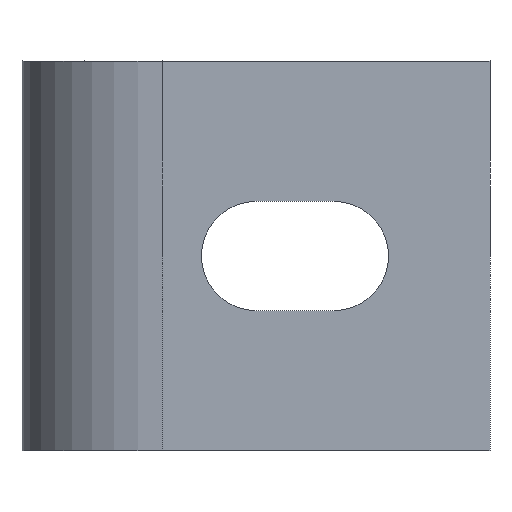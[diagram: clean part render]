
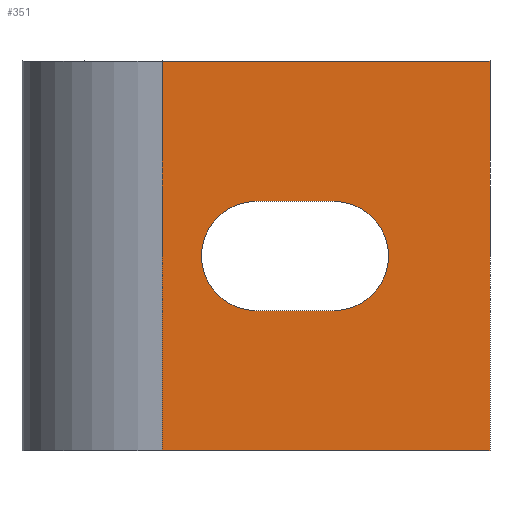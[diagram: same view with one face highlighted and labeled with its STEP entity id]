
A CAD part, front view. The second image highlights one B-rep face of the part: STEP entity #351.
In plain terms, the highlighted planar face has unit normal (0, -1, 0).
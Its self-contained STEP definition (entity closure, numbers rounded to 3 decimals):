
#17=FACE_BOUND('',#66,.T.);
#28=PLANE('',#382);
#45=FACE_OUTER_BOUND('',#65,.T.);
#65=EDGE_LOOP('',(#303,#304,#305,#306));
#66=EDGE_LOOP('',(#307,#308,#309,#310));
#81=LINE('',#521,#117);
#85=LINE('',#532,#121);
#92=LINE('',#549,#128);
#102=LINE('',#572,#138);
#103=LINE('',#575,#139);
#104=LINE('',#576,#140);
#117=VECTOR('',#423,5.);
#121=VECTOR('',#435,5.);
#128=VECTOR('',#446,21.);
#138=VECTOR('',#470,25.);
#139=VECTOR('',#473,21.);
#140=VECTOR('',#474,25.);
#147=CIRCLE('',#366,3.5);
#149=CIRCLE('',#370,3.5);
#163=VERTEX_POINT('',#511);
#164=VERTEX_POINT('',#512);
#167=VERTEX_POINT('',#520);
#169=VERTEX_POINT('',#526);
#177=VERTEX_POINT('',#546);
#178=VERTEX_POINT('',#548);
#184=VERTEX_POINT('',#570);
#185=VERTEX_POINT('',#574);
#199=EDGE_CURVE('',#163,#164,#147,.T.);
#203=EDGE_CURVE('',#164,#167,#81,.T.);
#206=EDGE_CURVE('',#167,#169,#149,.T.);
#209=EDGE_CURVE('',#169,#163,#85,.T.);
#217=EDGE_CURVE('',#177,#178,#92,.T.);
#229=EDGE_CURVE('',#177,#184,#102,.T.);
#230=EDGE_CURVE('',#185,#184,#103,.T.);
#231=EDGE_CURVE('',#178,#185,#104,.T.);
#303=ORIENTED_EDGE('',*,*,#229,.T.);
#304=ORIENTED_EDGE('',*,*,#230,.F.);
#305=ORIENTED_EDGE('',*,*,#231,.F.);
#306=ORIENTED_EDGE('',*,*,#217,.F.);
#307=ORIENTED_EDGE('',*,*,#206,.T.);
#308=ORIENTED_EDGE('',*,*,#209,.T.);
#309=ORIENTED_EDGE('',*,*,#199,.T.);
#310=ORIENTED_EDGE('',*,*,#203,.T.);
#351=ADVANCED_FACE('',(#45,#17),#28,.T.);
#366=AXIS2_PLACEMENT_3D('',#513,#415,#416);
#370=AXIS2_PLACEMENT_3D('',#527,#428,#429);
#382=AXIS2_PLACEMENT_3D('',#573,#471,#472);
#415=DIRECTION('center_axis',(0.,1.,0.));
#416=DIRECTION('ref_axis',(0.,0.,-1.));
#423=DIRECTION('',(-1.,0.,0.));
#428=DIRECTION('center_axis',(0.,1.,0.));
#429=DIRECTION('ref_axis',(0.,0.,1.));
#435=DIRECTION('',(1.,0.,0.));
#446=DIRECTION('',(-1.,0.,0.));
#470=DIRECTION('',(0.,0.,1.));
#471=DIRECTION('center_axis',(0.,-1.,0.));
#472=DIRECTION('ref_axis',(1.,0.,0.));
#473=DIRECTION('',(1.,0.,0.));
#474=DIRECTION('',(0.,0.,1.));
#511=CARTESIAN_POINT('',(20.,0.,3.5));
#512=CARTESIAN_POINT('',(20.,0.,-3.5));
#513=CARTESIAN_POINT('Origin',(20.,0.,0.));
#520=CARTESIAN_POINT('',(15.,0.,-3.5));
#521=CARTESIAN_POINT('',(12.,0.,-3.5));
#526=CARTESIAN_POINT('',(15.,0.,3.5));
#527=CARTESIAN_POINT('Origin',(15.,0.,0.));
#532=CARTESIAN_POINT('',(14.5,0.,3.5));
#546=CARTESIAN_POINT('',(30.,0.,-12.5));
#548=CARTESIAN_POINT('',(9.,0.,-12.5));
#549=CARTESIAN_POINT('',(9.,0.,-12.5));
#570=CARTESIAN_POINT('',(30.,0.,12.5));
#572=CARTESIAN_POINT('',(30.,0.,0.));
#573=CARTESIAN_POINT('Origin',(9.,0.,0.));
#574=CARTESIAN_POINT('',(9.,0.,12.5));
#575=CARTESIAN_POINT('',(9.,0.,12.5));
#576=CARTESIAN_POINT('',(9.,0.,0.));
